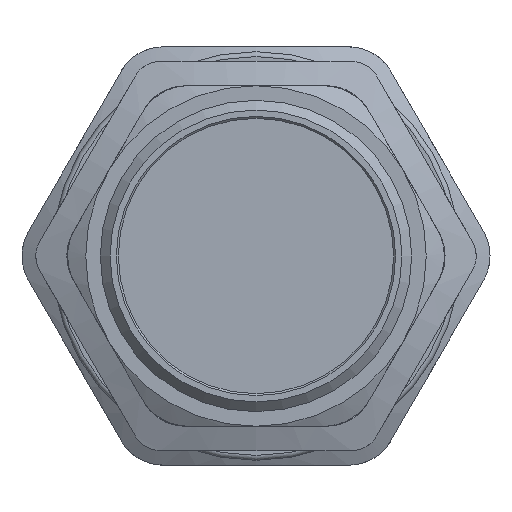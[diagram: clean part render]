
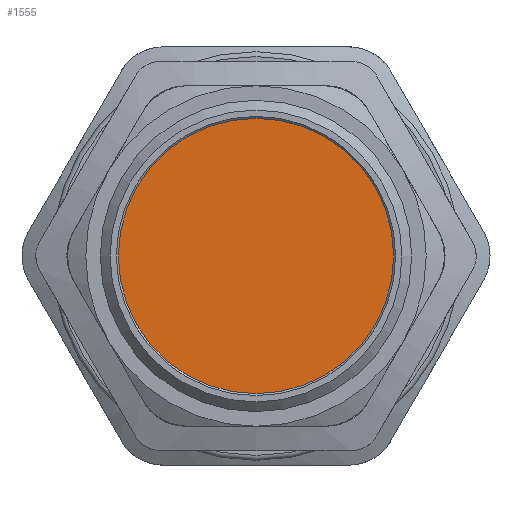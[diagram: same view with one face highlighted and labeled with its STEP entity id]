
A CAD part, front view. The second image highlights one B-rep face of the part: STEP entity #1555.
In plain terms, the highlighted planar face has unit normal (0, -1, 0).
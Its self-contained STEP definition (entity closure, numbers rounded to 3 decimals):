
#220=FACE_OUTER_BOUND('',#322,.T.);
#322=EDGE_LOOP('',(#1058));
#569=CIRCLE('',#1686,14.15);
#641=VERTEX_POINT('',#2946);
#803=EDGE_CURVE('',#641,#641,#569,.T.);
#1058=ORIENTED_EDGE('',*,*,#803,.F.);
#1517=PLANE('',#1685);
#1555=ADVANCED_FACE('',(#220),#1517,.F.);
#1685=AXIS2_PLACEMENT_3D('',#2945,#1858,#1859);
#1686=AXIS2_PLACEMENT_3D('',#2947,#1860,#1861);
#1858=DIRECTION('center_axis',(0.,1.,0.));
#1859=DIRECTION('ref_axis',(0.,0.,1.));
#1860=DIRECTION('center_axis',(0.,1.,0.));
#1861=DIRECTION('ref_axis',(1.,0.,0.));
#2945=CARTESIAN_POINT('Origin',(-2.657,-15.784,0.));
#2946=CARTESIAN_POINT('',(-16.807,-15.784,0.));
#2947=CARTESIAN_POINT('Origin',(-2.657,-15.784,0.));
